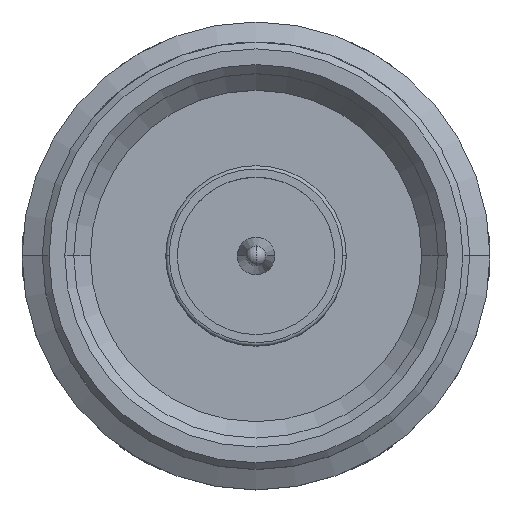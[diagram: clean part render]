
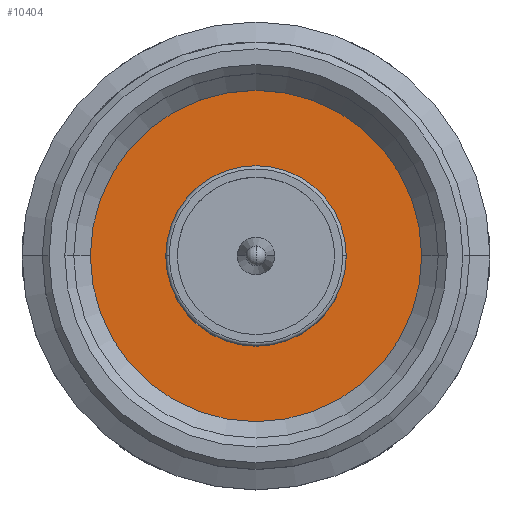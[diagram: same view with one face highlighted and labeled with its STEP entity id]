
A CAD part, top view. The second image highlights one B-rep face of the part: STEP entity #10404.
In plain terms, the highlighted planar face has unit normal (0, 0, 1).
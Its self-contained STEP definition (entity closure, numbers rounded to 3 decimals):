
#1054 = FACE_BOUND ( 'NONE', #17634, .T. ) ;
#1324 = EDGE_CURVE ( 'NONE', #11232, #13838, #3416, .T. ) ;
#1395 = CARTESIAN_POINT ( 'NONE',  ( 0., 0., -4.382 ) ) ;
#1638 = CARTESIAN_POINT ( 'NONE',  ( -4.01, 0., -4.382 ) ) ;
#2826 = DIRECTION ( 'NONE',  ( -1., 0., 0. ) ) ;
#3416 = CIRCLE ( 'NONE', #15421, 7.366 ) ;
#5295 = EDGE_LOOP ( 'NONE', ( #8021, #16528 ) ) ;
#5367 = CARTESIAN_POINT ( 'NONE',  ( 0., 0., -4.382 ) ) ;
#6454 = AXIS2_PLACEMENT_3D ( 'NONE', #15656, #7133, #17112 ) ;
#7133 = DIRECTION ( 'NONE',  ( 0., 0., -1. ) ) ;
#7982 = DIRECTION ( 'NONE',  ( 0., 0., 1. ) ) ;
#8021 = ORIENTED_EDGE ( 'NONE', *, *, #1324, .T. ) ;
#8171 = VERTEX_POINT ( 'NONE', #1638 ) ;
#8280 = DIRECTION ( 'NONE',  ( 0., 0., -1. ) ) ;
#8617 = FACE_OUTER_BOUND ( 'NONE', #5295, .T. ) ;
#8835 = EDGE_CURVE ( 'NONE', #8171, #14383, #11403, .T. ) ;
#9183 = DIRECTION ( 'NONE',  ( -1., 0., 0. ) ) ;
#10390 = ORIENTED_EDGE ( 'NONE', *, *, #8835, .T. ) ;
#10404 = ADVANCED_FACE ( 'NONE', ( #8617, #1054 ), #15222, .F. ) ;
#10822 = CARTESIAN_POINT ( 'NONE',  ( 7.366, 0., -4.382 ) ) ;
#11232 = VERTEX_POINT ( 'NONE', #10822 ) ;
#11375 = DIRECTION ( 'NONE',  ( 0., 0., -1. ) ) ;
#11403 = CIRCLE ( 'NONE', #6454, 4.01 ) ;
#11495 = ORIENTED_EDGE ( 'NONE', *, *, #14343, .T. ) ;
#13398 = CARTESIAN_POINT ( 'NONE',  ( -7.366, 0., -4.382 ) ) ;
#13838 = VERTEX_POINT ( 'NONE', #13398 ) ;
#14296 = CARTESIAN_POINT ( 'NONE',  ( 4.01, 0., -4.382 ) ) ;
#14343 = EDGE_CURVE ( 'NONE', #14383, #8171, #16852, .T. ) ;
#14383 = VERTEX_POINT ( 'NONE', #14296 ) ;
#15222 = PLANE ( 'NONE',  #16742 ) ;
#15345 = AXIS2_PLACEMENT_3D ( 'NONE', #16538, #7982, #17982 ) ;
#15421 = AXIS2_PLACEMENT_3D ( 'NONE', #16354, #17739, #9183 ) ;
#15656 = CARTESIAN_POINT ( 'NONE',  ( 0., 0., -4.382 ) ) ;
#16354 = CARTESIAN_POINT ( 'NONE',  ( 0., 0., -4.382 ) ) ;
#16528 = ORIENTED_EDGE ( 'NONE', *, *, #16692, .T. ) ;
#16538 = CARTESIAN_POINT ( 'NONE',  ( 0., 0., -4.382 ) ) ;
#16692 = EDGE_CURVE ( 'NONE', #13838, #11232, #16764, .T. ) ;
#16742 = AXIS2_PLACEMENT_3D ( 'NONE', #5367, #8280, #18259 ) ;
#16764 = CIRCLE ( 'NONE', #15345, 7.366 ) ;
#16852 = CIRCLE ( 'NONE', #16992, 4.01 ) ;
#16992 = AXIS2_PLACEMENT_3D ( 'NONE', #1395, #11375, #2826 ) ;
#17112 = DIRECTION ( 'NONE',  ( -1., 0., 0. ) ) ;
#17634 = EDGE_LOOP ( 'NONE', ( #11495, #10390 ) ) ;
#17739 = DIRECTION ( 'NONE',  ( 0., 0., 1. ) ) ;
#17982 = DIRECTION ( 'NONE',  ( -1., 0., 0. ) ) ;
#18259 = DIRECTION ( 'NONE',  ( -1., 0., 0. ) ) ;
